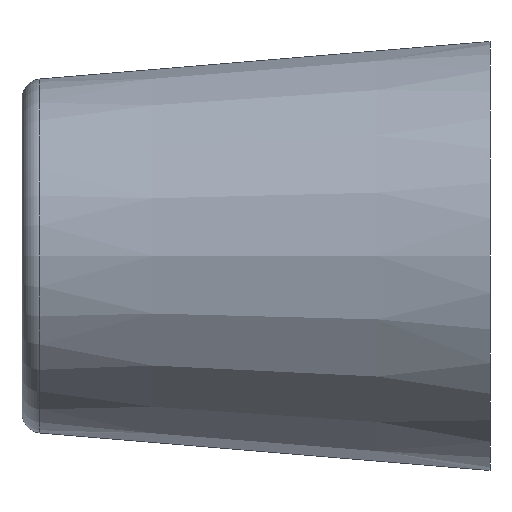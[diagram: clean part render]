
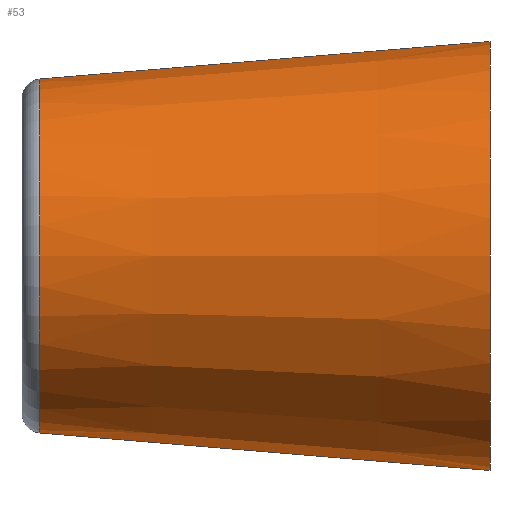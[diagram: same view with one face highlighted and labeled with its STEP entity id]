
A CAD part, left-side view. The second image highlights one B-rep face of the part: STEP entity #53.
In plain terms, the highlighted conical face has half-angle 4.764 degrees and reference radius 11 mm.
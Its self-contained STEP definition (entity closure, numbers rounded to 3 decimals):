
#15 = VERTEX_POINT ( 'NONE', #138 ) ;
#17 = EDGE_CURVE ( 'NONE', #35, #15, #137, .T. ) ;
#34 = VERTEX_POINT ( 'NONE', #182 ) ;
#35 = VERTEX_POINT ( 'NONE', #184 ) ;
#37 = EDGE_CURVE ( 'NONE', #34, #38, #183, .T. ) ;
#38 = VERTEX_POINT ( 'NONE', #185 ) ;
#53 = ADVANCED_FACE ( 'NONE', ( #210 ), #218, .T. ) ;
#54 = EDGE_LOOP ( 'NONE', ( #55, #56, #57, #58 ) ) ;
#55 = ORIENTED_EDGE ( 'NONE', *, *, #37, .F. ) ;
#56 = ORIENTED_EDGE ( 'NONE', *, *, #86, .F. ) ;
#57 = ORIENTED_EDGE ( 'NONE', *, *, #17, .T. ) ;
#58 = ORIENTED_EDGE ( 'NONE', *, *, #59, .T. ) ;
#59 = EDGE_CURVE ( 'NONE', #15, #38, #251, .T. ) ;
#86 = EDGE_CURVE ( 'NONE', #35, #34, #255, .T. ) ;
#134 = DIRECTION ( 'NONE',  ( 0., -0.997, -0.083 ) ) ;
#135 = VECTOR ( 'NONE', #134, 1000. ) ;
#136 = CARTESIAN_POINT ( 'NONE',  ( 0., -24., -11. ) ) ;
#137 = LINE ( 'NONE', #136, #135 ) ;
#138 = CARTESIAN_POINT ( 'NONE',  ( 0., -24., -11. ) ) ;
#182 = CARTESIAN_POINT ( 'NONE',  ( 0., -0.917, 9.076 ) ) ;
#183 = LINE ( 'NONE', #188, #187 ) ;
#184 = CARTESIAN_POINT ( 'NONE',  ( 0., -0.917, -9.076 ) ) ;
#185 = CARTESIAN_POINT ( 'NONE',  ( 0., -24., 11. ) ) ;
#186 = DIRECTION ( 'NONE',  ( 0., -0.997, 0.083 ) ) ;
#187 = VECTOR ( 'NONE', #186, 1000. ) ;
#188 = CARTESIAN_POINT ( 'NONE',  ( 0., -24., 11. ) ) ;
#210 = FACE_OUTER_BOUND ( 'NONE', #54, .T. ) ;
#215 = DIRECTION ( 'NONE',  ( 0., 0., -1. ) ) ;
#216 = DIRECTION ( 'NONE',  ( 0., -1., 0. ) ) ;
#217 = AXIS2_PLACEMENT_3D ( 'NONE', #221, #216, #215 ) ;
#218 = CONICAL_SURFACE ( 'NONE', #217, 11., 0.083 ) ;
#221 = CARTESIAN_POINT ( 'NONE',  ( 0., -24., 0. ) ) ;
#247 = AXIS2_PLACEMENT_3D ( 'NONE', #250, #249, #248 ) ;
#248 = DIRECTION ( 'NONE',  ( 0., 0., 1. ) ) ;
#249 = DIRECTION ( 'NONE',  ( 0., 1., 0. ) ) ;
#250 = CARTESIAN_POINT ( 'NONE',  ( 0., -24., 0. ) ) ;
#251 = CIRCLE ( 'NONE', #247, 11. ) ;
#255 = CIRCLE ( 'NONE', #362, 9.076 ) ;
#266 = DIRECTION ( 'NONE',  ( 0., 0., 1. ) ) ;
#267 = DIRECTION ( 'NONE',  ( 0., 1., 0. ) ) ;
#361 = CARTESIAN_POINT ( 'NONE',  ( 0., -0.917, 0. ) ) ;
#362 = AXIS2_PLACEMENT_3D ( 'NONE', #361, #267, #266 ) ;
